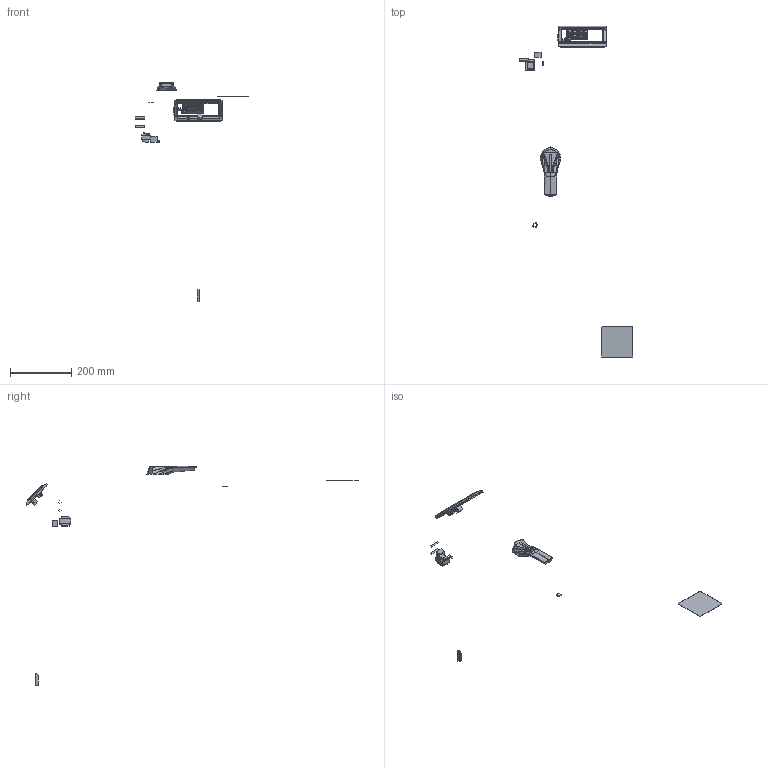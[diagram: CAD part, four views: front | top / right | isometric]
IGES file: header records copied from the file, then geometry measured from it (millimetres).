
Start section: SolidWorks IGES file using analytic representation for surfaces
Global section: file name: VOLTMAX 22,5 to 90 kW.IGS; native system: SolidWorks 2019; preprocessor: SolidWorks 2019; author: lucbi; date: 190930.134455; units: inch
Bounding box: 370.48 x 1082.15 x 716.94 mm (x, y, z)
Volume: 85119.1 mm3
Topology: 18 solids, 24 shells, 1999 faces, 5381 edges, 3547 vertices
Faces by surface type: bspline 985, plane 885, revolution 129
